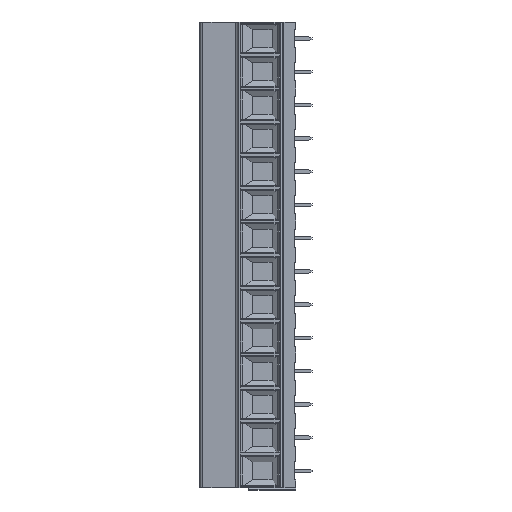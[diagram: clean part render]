
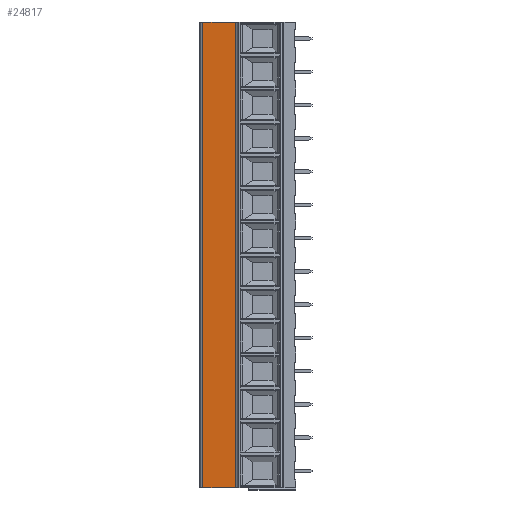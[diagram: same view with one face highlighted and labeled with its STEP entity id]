
A CAD part, left-side view. The second image highlights one B-rep face of the part: STEP entity #24817.
In plain terms, the highlighted planar face has unit normal (-0.996, 0.087, 0).
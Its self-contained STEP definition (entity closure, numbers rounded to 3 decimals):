
#84=DIRECTION('',(-0.087,-0.996,0.));
#85=VECTOR('',#84,9.977);
#86=CARTESIAN_POINT('',(-5.075,13.737,137.16));
#87=LINE('',#86,#85);
#6431=DIRECTION('',(0.,0.,-1.));
#6432=VECTOR('',#6431,142.24);
#6433=CARTESIAN_POINT('',(-5.075,13.737,137.16));
#6434=LINE('',#6433,#6432);
#6435=DIRECTION('',(0.,0.,-1.));
#6436=VECTOR('',#6435,142.24);
#6437=CARTESIAN_POINT('',(-5.945,3.798,137.16));
#6438=LINE('',#6437,#6436);
#6567=DIRECTION('',(-0.087,-0.996,0.));
#6568=VECTOR('',#6567,9.977);
#6569=CARTESIAN_POINT('',(-5.075,13.737,-5.08));
#6570=LINE('',#6569,#6568);
#13907=CARTESIAN_POINT('',(-5.075,13.737,137.16));
#13909=VERTEX_POINT('',#13907);
#13910=CARTESIAN_POINT('',(-5.945,3.798,137.16));
#13911=VERTEX_POINT('',#13910);
#13937=CARTESIAN_POINT('',(-5.075,13.737,-5.08));
#13939=VERTEX_POINT('',#13937);
#13940=CARTESIAN_POINT('',(-5.945,3.798,-5.08));
#13941=VERTEX_POINT('',#13940);
#24804=CARTESIAN_POINT('',(-5.075,13.737,137.16));
#24805=DIRECTION('',(-0.996,0.087,0.));
#24806=DIRECTION('',(-0.087,-0.996,0.));
#24807=AXIS2_PLACEMENT_3D('',#24804,#24805,#24806);
#24808=PLANE('',#24807);
#24809=ORIENTED_EDGE('',*,*,#17919,.T.);
#24811=ORIENTED_EDGE('',*,*,#24810,.T.);
#24813=ORIENTED_EDGE('',*,*,#24812,.F.);
#24814=ORIENTED_EDGE('',*,*,#24796,.F.);
#24815=EDGE_LOOP('',(#24809,#24811,#24813,#24814));
#24816=FACE_OUTER_BOUND('',#24815,.F.);
#17919=EDGE_CURVE('',#13909,#13911,#87,.T.);
#24796=EDGE_CURVE('',#13909,#13939,#6434,.T.);
#24810=EDGE_CURVE('',#13911,#13941,#6438,.T.);
#24812=EDGE_CURVE('',#13939,#13941,#6570,.T.);
#24817=ADVANCED_FACE('',(#24816),#24808,.T.);
